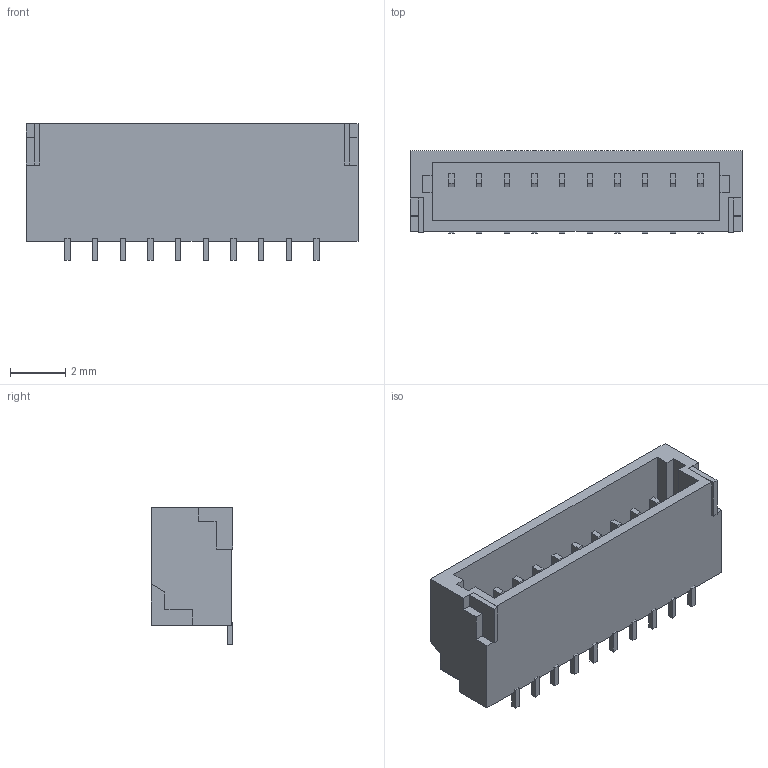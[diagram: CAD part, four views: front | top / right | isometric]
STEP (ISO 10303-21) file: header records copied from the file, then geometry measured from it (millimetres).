
FILE_DESCRIPTION (( 'STEP AP214' ), '1' );
FILE_NAME ('JST_SH_SM10B-SRSS-TB.STEP', '2021-01-14T14:16:47+00:00', 'Stefan Hamminga', '', '', '', '');
FILE_SCHEMA (( 'AUTOMOTIVE_DESIGN' ));
Length unit declared in the file: millimetre
Products named in the file (1): JST_SH_SM10B-SRSS-TB
Bounding box: 12 x 2.96 x 4.95 mm (x, y, z)
Volume: 83.7 mm3; surface area: 346.6 mm2
Topology: 13 solids, 13 shells, 195 faces, 504 edges, 336 vertices
Faces by surface type: plane 195
Entity records: 7434 total; most frequent: CARTESIAN_POINT 1036, ORIENTED_EDGE 1008, DIRECTION 896, LINE 504, EDGE_CURVE 504, VECTOR 504, VERTEX_POINT 336, EDGE_LOOP 196
